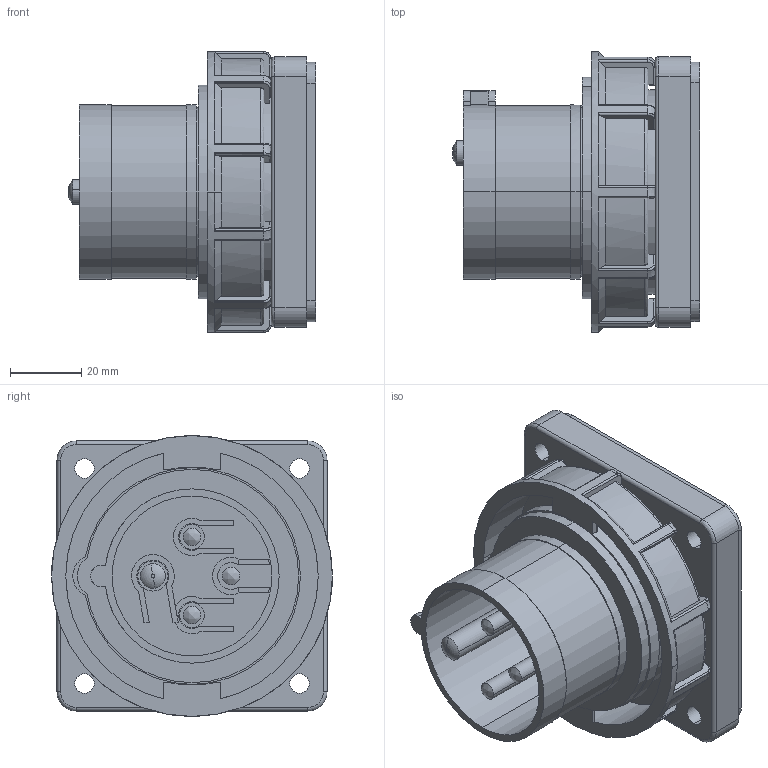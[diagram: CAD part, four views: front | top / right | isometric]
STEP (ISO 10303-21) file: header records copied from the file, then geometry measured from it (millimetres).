
FILE_DESCRIPTION (( 'STEP AP214' ), '1' );
FILE_NAME ('DEP2-5142.STEP', '2025-01-05T07:28:49', ( '' ), ( '' ), 'SwSTEP 2.0', 'SolidWorks 2022', '' );
FILE_SCHEMA (( 'AUTOMOTIVE_DESIGN' ));
Length unit declared in the file: millimetre
Products named in the file (1): DEP2-5142
Bounding box: 69.5 x 79 x 79 mm (x, y, z)
Surface area: 63527.4 mm2 (no closed solid volume)
Topology: 0 solids, 18 shells, 469 faces, 1602 edges, 1140 vertices
Faces by surface type: cylinder 234, plane 152, bspline 58, cone 23, torus 2
Entity records: 29423 total; most frequent: CARTESIAN_POINT 11423, ORIENTED_EDGE 2635, DIRECTION 2382, EDGE_CURVE 1602, VERTEX_POINT 1140, AXIS2_PLACEMENT_3D 844, LINE 694, VECTOR 694
